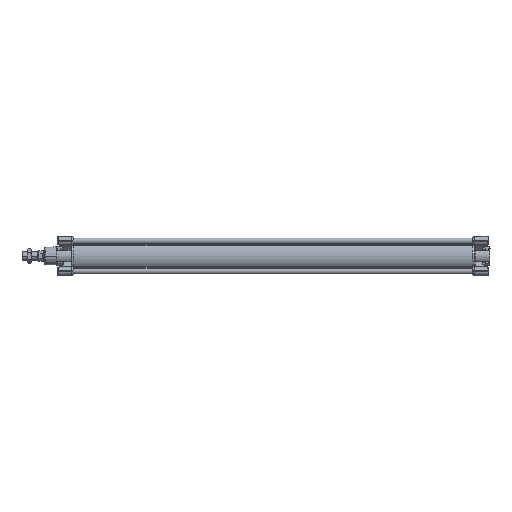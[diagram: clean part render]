
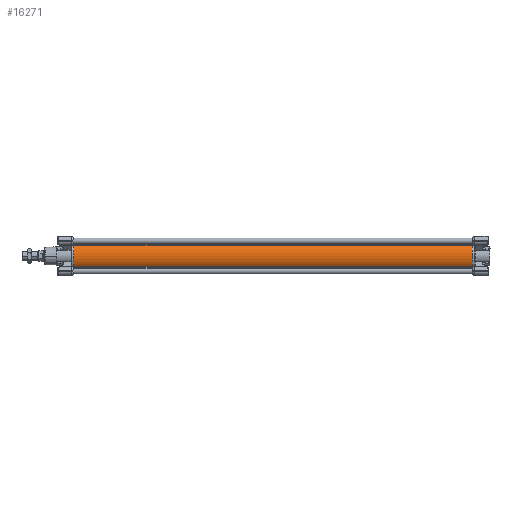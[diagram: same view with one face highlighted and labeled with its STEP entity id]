
A CAD part, left-side view. The second image highlights one B-rep face of the part: STEP entity #16271.
In plain terms, the highlighted cylindrical face has radius 42.5 mm (diameter 85 mm), a partial arc.
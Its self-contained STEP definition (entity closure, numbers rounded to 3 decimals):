
#1343 = CIRCLE ( 'NONE', #62695, 42.5 ) ;
#2816 = VERTEX_POINT ( 'NONE', #43170 ) ;
#5346 = ORIENTED_EDGE ( 'NONE', *, *, #64735, .T. ) ;
#6316 = EDGE_CURVE ( 'NONE', #2816, #43105, #91263, .T. ) ;
#6727 = ORIENTED_EDGE ( 'NONE', *, *, #17960, .T. ) ;
#7409 = CARTESIAN_POINT ( 'NONE',  ( -34.081, 990., -25.391 ) ) ;
#8518 = ORIENTED_EDGE ( 'NONE', *, *, #6316, .F. ) ;
#16271 = ADVANCED_FACE ( 'NONE', ( #32761 ), #97099, .T. ) ;
#17960 = EDGE_CURVE ( 'NONE', #27884, #21907, #68814, .T. ) ;
#21907 = VERTEX_POINT ( 'NONE', #33883 ) ;
#22329 = DIRECTION ( 'NONE',  ( 0., -1., 0. ) ) ;
#22922 = DIRECTION ( 'NONE',  ( 0., 0., -1. ) ) ;
#27884 = VERTEX_POINT ( 'NONE', #60402 ) ;
#32153 = CARTESIAN_POINT ( 'NONE',  ( 0., 938., 0. ) ) ;
#32761 = FACE_OUTER_BOUND ( 'NONE', #65841, .T. ) ;
#33883 = CARTESIAN_POINT ( 'NONE',  ( -34.081, 990., 25.391 ) ) ;
#39384 = CARTESIAN_POINT ( 'NONE',  ( -34.081, 938., 25.391 ) ) ;
#43105 = VERTEX_POINT ( 'NONE', #7409 ) ;
#43170 = CARTESIAN_POINT ( 'NONE',  ( -34.081, 38., -25.391 ) ) ;
#45565 = DIRECTION ( 'NONE',  ( 0., 1., 0. ) ) ;
#53256 = DIRECTION ( 'NONE',  ( 0., -1., 0. ) ) ;
#55195 = VECTOR ( 'NONE', #45565, 1000. ) ;
#57768 = CARTESIAN_POINT ( 'NONE',  ( 0., 38., 0. ) ) ;
#60402 = CARTESIAN_POINT ( 'NONE',  ( -34.081, 38., 25.391 ) ) ;
#62695 = AXIS2_PLACEMENT_3D ( 'NONE', #78533, #53256, #117026 ) ;
#64735 = EDGE_CURVE ( 'NONE', #21907, #43105, #1343, .T. ) ;
#65841 = EDGE_LOOP ( 'NONE', ( #5346, #8518, #66961, #6727 ) ) ;
#66961 = ORIENTED_EDGE ( 'NONE', *, *, #103747, .F. ) ;
#67623 = DIRECTION ( 'NONE',  ( 0., 1., 0. ) ) ;
#67627 = DIRECTION ( 'NONE',  ( 0., 1., 0. ) ) ;
#68814 = LINE ( 'NONE', #39384, #97462 ) ;
#78429 = DIRECTION ( 'NONE',  ( 0., 0., 1. ) ) ;
#78533 = CARTESIAN_POINT ( 'NONE',  ( 0., 990., 0. ) ) ;
#91263 = LINE ( 'NONE', #108738, #55195 ) ;
#93660 = AXIS2_PLACEMENT_3D ( 'NONE', #57768, #22329, #22922 ) ;
#97099 = CYLINDRICAL_SURFACE ( 'NONE', #108804, 42.5 ) ;
#97462 = VECTOR ( 'NONE', #67623, 1000. ) ;
#103747 = EDGE_CURVE ( 'NONE', #27884, #2816, #105168, .T. ) ;
#105168 = CIRCLE ( 'NONE', #93660, 42.5 ) ;
#108738 = CARTESIAN_POINT ( 'NONE',  ( -34.081, 938., -25.391 ) ) ;
#108804 = AXIS2_PLACEMENT_3D ( 'NONE', #32153, #67627, #78429 ) ;
#117026 = DIRECTION ( 'NONE',  ( 0., 0., -1. ) ) ;
